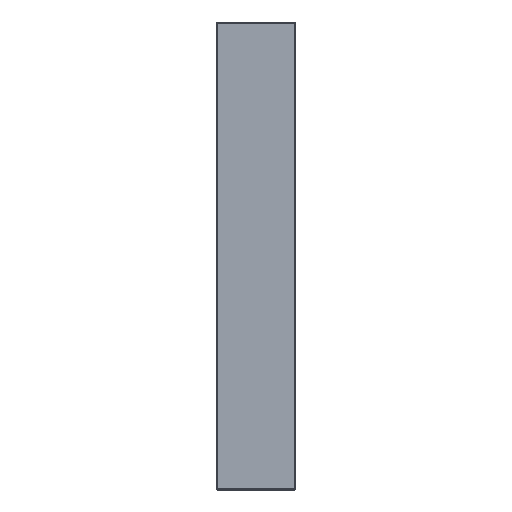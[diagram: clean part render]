
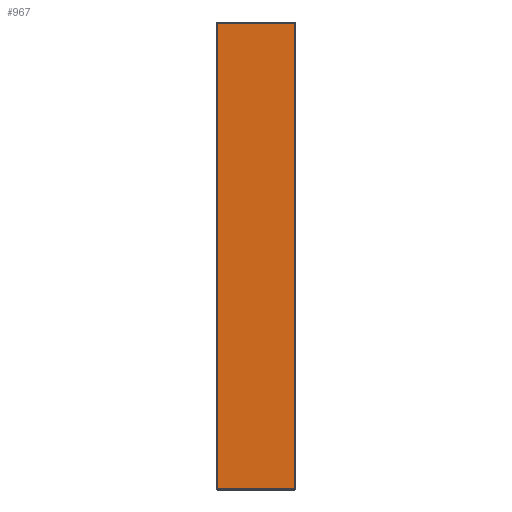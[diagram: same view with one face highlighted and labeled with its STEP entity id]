
A CAD part, front view. The second image highlights one B-rep face of the part: STEP entity #967.
In plain terms, the highlighted face is planar.
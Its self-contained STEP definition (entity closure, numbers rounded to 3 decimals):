
#46 = EDGE_CURVE ( 'NONE', #1373, #1814, #3010, .T. ) ;
#329 = VERTEX_POINT ( 'NONE', #2666 ) ;
#443 = DIRECTION ( 'NONE',  ( 0., -1., 0. ) ) ;
#535 = CARTESIAN_POINT ( 'NONE',  ( -2.2, 992.8, 941.223 ) ) ;
#577 = VECTOR ( 'NONE', #2262, 1000. ) ;
#604 = CARTESIAN_POINT ( 'NONE',  ( -2.2, 992.8, 940.4 ) ) ;
#661 = CARTESIAN_POINT ( 'NONE',  ( -157.8, 992.8, 940.4 ) ) ;
#750 = DIRECTION ( 'NONE',  ( 0., 0., -1. ) ) ;
#967 = ADVANCED_FACE ( 'NONE', ( #3507 ), #3488, .F. ) ;
#1073 = VECTOR ( 'NONE', #2068, 1000. ) ;
#1079 = CARTESIAN_POINT ( 'NONE',  ( 0., 992.8, 0. ) ) ;
#1162 = LINE ( 'NONE', #535, #1278 ) ;
#1278 = VECTOR ( 'NONE', #3531, 1000. ) ;
#1373 = VERTEX_POINT ( 'NONE', #661 ) ;
#1392 = ORIENTED_EDGE ( 'NONE', *, *, #3241, .T. ) ;
#1473 = AXIS2_PLACEMENT_3D ( 'NONE', #1079, #443, #750 ) ;
#1540 = LINE ( 'NONE', #3889, #577 ) ;
#1577 = VERTEX_POINT ( 'NONE', #4104 ) ;
#1814 = VERTEX_POINT ( 'NONE', #604 ) ;
#1955 = VECTOR ( 'NONE', #3699, 1000. ) ;
#2068 = DIRECTION ( 'NONE',  ( 1., 0., 0. ) ) ;
#2262 = DIRECTION ( 'NONE',  ( 0., 0., 1. ) ) ;
#2396 = LINE ( 'NONE', #3774, #1073 ) ;
#2666 = CARTESIAN_POINT ( 'NONE',  ( -157.8, 992.8, 1. ) ) ;
#2670 = CARTESIAN_POINT ( 'NONE',  ( -158.623, 992.8, 940.4 ) ) ;
#2731 = EDGE_LOOP ( 'NONE', ( #3623, #4224, #1392, #3891 ) ) ;
#3010 = LINE ( 'NONE', #2670, #1955 ) ;
#3131 = EDGE_CURVE ( 'NONE', #329, #1373, #1540, .T. ) ;
#3241 = EDGE_CURVE ( 'NONE', #1814, #1577, #1162, .T. ) ;
#3488 = PLANE ( 'NONE',  #1473 ) ;
#3507 = FACE_OUTER_BOUND ( 'NONE', #2731, .T. ) ;
#3531 = DIRECTION ( 'NONE',  ( 0., 0., -1. ) ) ;
#3623 = ORIENTED_EDGE ( 'NONE', *, *, #3131, .T. ) ;
#3699 = DIRECTION ( 'NONE',  ( 1., 0., 0. ) ) ;
#3774 = CARTESIAN_POINT ( 'NONE',  ( 0., 992.8, 1. ) ) ;
#3889 = CARTESIAN_POINT ( 'NONE',  ( -157.8, 992.8, 1. ) ) ;
#3891 = ORIENTED_EDGE ( 'NONE', *, *, #4129, .F. ) ;
#4104 = CARTESIAN_POINT ( 'NONE',  ( -2.2, 992.8, 1. ) ) ;
#4129 = EDGE_CURVE ( 'NONE', #329, #1577, #2396, .T. ) ;
#4224 = ORIENTED_EDGE ( 'NONE', *, *, #46, .T. ) ;
